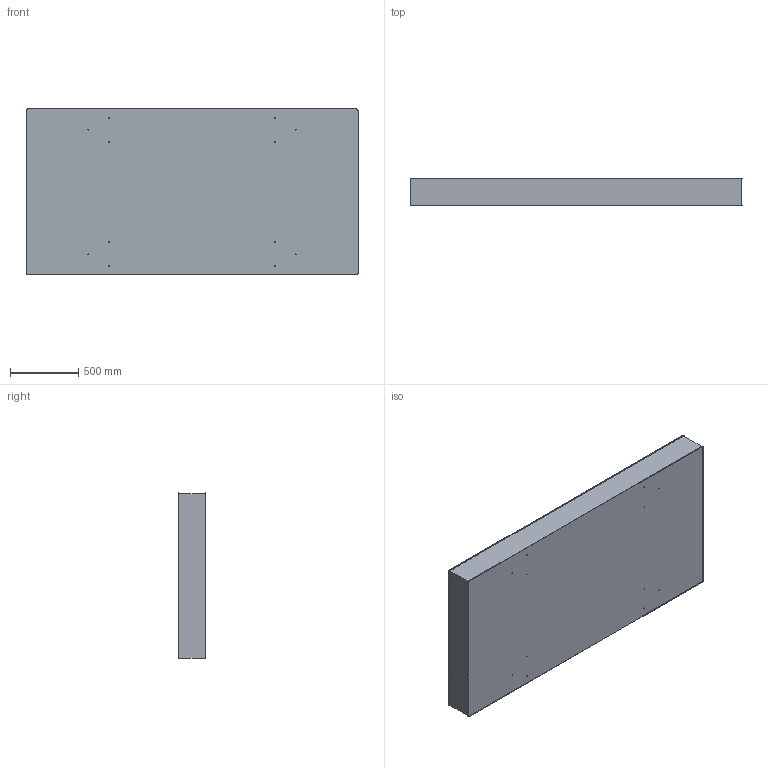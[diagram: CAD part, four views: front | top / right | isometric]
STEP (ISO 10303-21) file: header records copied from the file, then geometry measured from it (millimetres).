
FILE_DESCRIPTION((''),'2;1');
FILE_NAME('RS4000-48-8','2021-10-12T18:44:23',('Administrator'),(''),'CREO PARAMETRIC BY PTC INC, 2019030','CREO PARAMETRIC BY PTC INC, 2019030','');
FILE_SCHEMA(('AUTOMOTIVE_DESIGN { 1 0 10303 214 1 1 1 1 }'));
Length unit declared in the file: metre
Products named in the file (1): RS4000-48-8
Bounding box: 2438.4 x 203.2 x 1219.2 mm (x, y, z)
Volume: 596877774.1 mm3; surface area: 7524465.2 mm2
Topology: 1 solids, 1 shells, 1840 faces, 3692 edges, 2224 vertices
Faces by surface type: cylinder 744, cone 712, plane 384
Entity records: 60993 total; most frequent: DIRECTION 9572, CARTESIAN_POINT 7758, ORIENTED_EDGE 7384, AXIS2_PLACEMENT_3D 4040, EDGE_CURVE 3692, VERTEX_POINT 2224, EDGE_LOOP 2210, CIRCLE 2200
